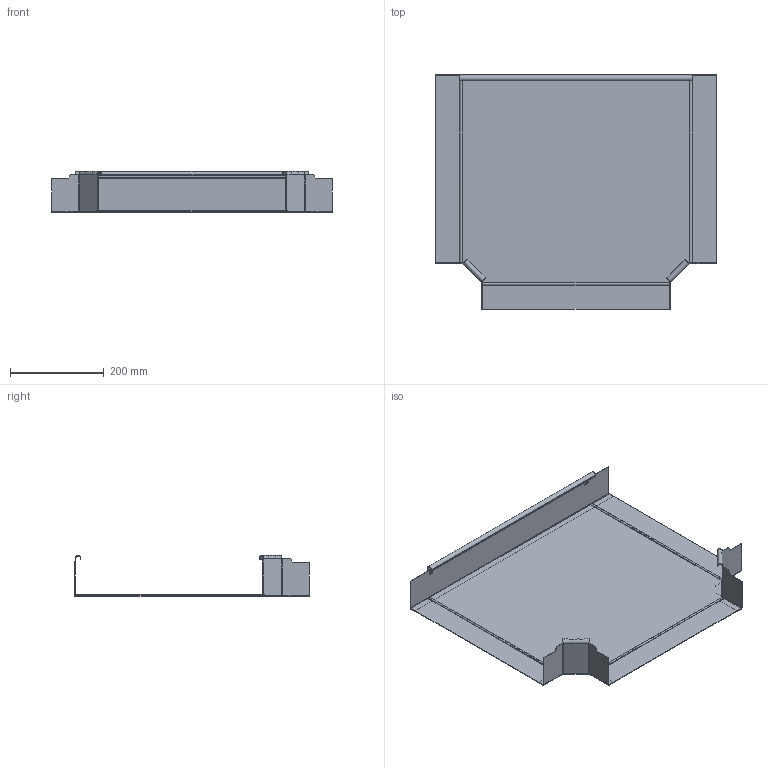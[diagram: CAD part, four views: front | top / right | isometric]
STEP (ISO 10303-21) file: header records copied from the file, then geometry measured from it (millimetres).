
FILE_DESCRIPTION(/* description */ (''),/* implementation_level */ '2;1');
FILE_NAME(/* name */ '6041686',/* time_stamp */ '2014-08-22T11:15:37+02:00',/* author */ (''),/* organization */ (''),/* preprocessor_version */ 'ST-DEVELOPER v15',/* originating_system */ '',/* authorisation */ '');
FILE_SCHEMA (('AUTOMOTIVE_DESIGN'));
Length unit declared in the file: millimetre
Products named in the file (2): Document; Block 02
Assembly tree (1 placements, depth 2):
  Document
    Block 02
Bounding box: 599.2 x 501.35 x 88 mm (x, y, z)
Volume: 435983.2 mm3; surface area: 769442.4 mm2
Topology: 2 solids, 4 shells, 458 faces, 1189 edges, 754 vertices
Faces by surface type: plane 284, bspline 174
Entity records: 18348 total; most frequent: CARTESIAN_POINT 10605, ORIENTED_EDGE 2372, EDGE_CURVE 1189, B_SPLINE_CURVE_WITH_KNOTS 1015, VERTEX_POINT 754, EDGE_LOOP 478, ADVANCED_FACE 458, FACE_OUTER_BOUND 458
